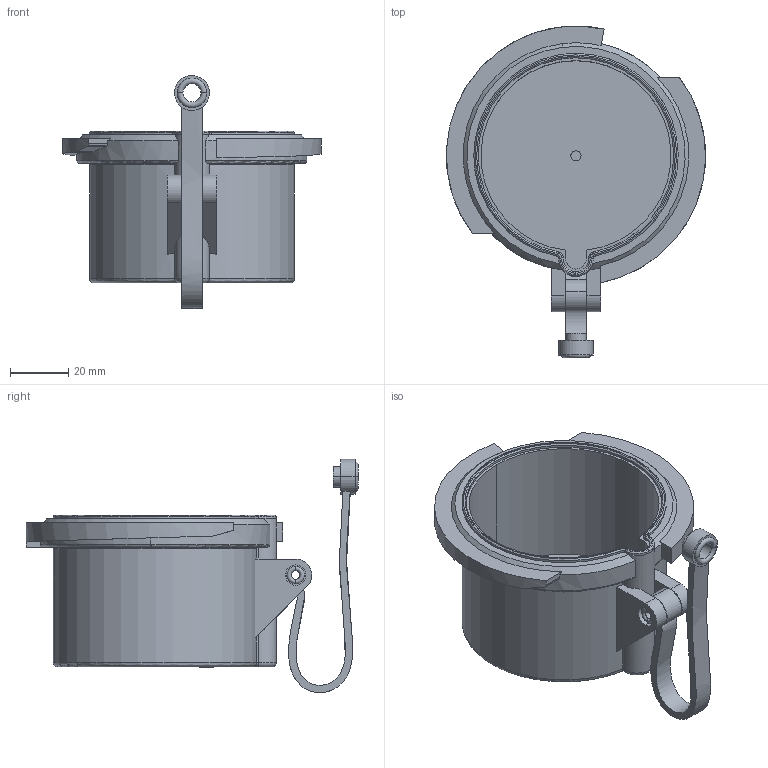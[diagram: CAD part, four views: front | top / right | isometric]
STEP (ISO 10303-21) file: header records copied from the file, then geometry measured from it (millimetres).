
FILE_DESCRIPTION (( 'STEP AP203' ), '1' );
FILE_NAME ('CC530.step', '2022-08-17T19:23:31', ( '' ), ( '' ), 'SwSTEP 2.0', 'SolidWorks 2021', '' );
FILE_SCHEMA (( 'CONFIG_CONTROL_DESIGN' ));
Length unit declared in the file: inch
Products named in the file (1): CC530
Bounding box: 88.83 x 113.84 x 79.97 mm (x, y, z)
Volume: 70083.3 mm3; surface area: 38187.8 mm2
Topology: 2 solids, 3 shells, 182 faces, 477 edges, 313 vertices
Faces by surface type: cylinder 82, plane 59, torus 37, bspline 2, cone 2
Entity records: 6765 total; most frequent: CARTESIAN_POINT 2065, DIRECTION 1032, ORIENTED_EDGE 954, EDGE_CURVE 477, AXIS2_PLACEMENT_3D 425, VERTEX_POINT 313, CIRCLE 244, EDGE_LOOP 204
